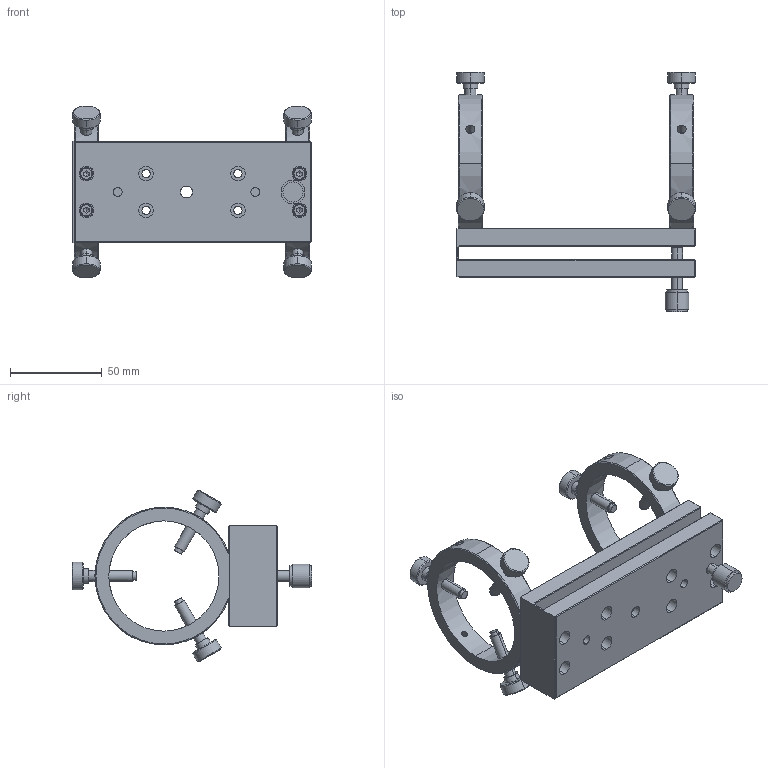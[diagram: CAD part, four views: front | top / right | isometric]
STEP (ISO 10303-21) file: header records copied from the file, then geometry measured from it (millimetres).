
FILE_DESCRIPTION (( 'STEP AP203' ), '1' );
FILE_NAME ('GCM-180201M三维外形图.STEP', '2016-12-30T00:43:42', ( '' ), ( '' ), 'SwSTEP 2.0', 'SolidWorks 2015', '' );
FILE_SCHEMA (( 'CONFIG_CONTROL_DESIGN' ));
Length unit declared in the file: millimetre
Products named in the file (2): GCM-180201M三维外形图
Bounding box: 130 x 130.64 x 93.6 mm (x, y, z)
Volume: 185731.4 mm3; surface area: 64274.2 mm2
Topology: 7 solids, 7 shells, 417 faces, 945 edges, 589 vertices
Faces by surface type: cylinder 190, plane 165, cone 52, torus 8, sphere 2
Entity records: 13246 total; most frequent: CARTESIAN_POINT 3403, DIRECTION 2151, ORIENTED_EDGE 1866, EDGE_CURVE 933, AXIS2_PLACEMENT_3D 855, VERTEX_POINT 587, EDGE_LOOP 538, VECTOR 441
